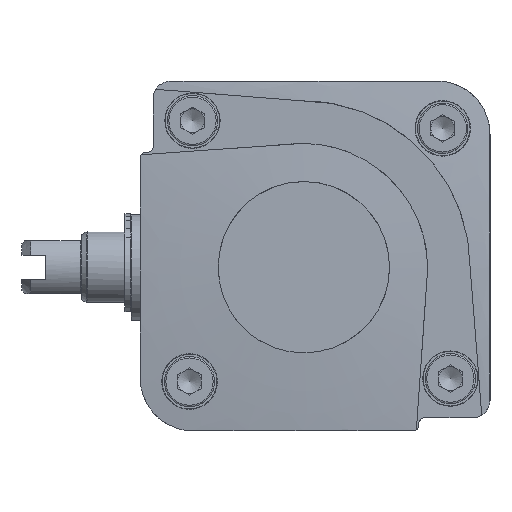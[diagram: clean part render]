
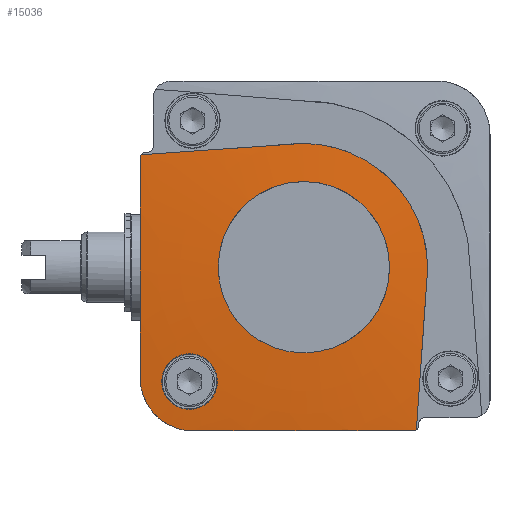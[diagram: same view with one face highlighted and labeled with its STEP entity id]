
A CAD part, left-side view. The second image highlights one B-rep face of the part: STEP entity #15036.
In plain terms, the highlighted toroidal (fillet/blend) face has major radius 11.77 mm and minor radius 417.685 mm.
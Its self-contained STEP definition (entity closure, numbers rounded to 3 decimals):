
#26=DEGENERATE_TOROIDAL_SURFACE('',#15922,11.77,417.685,
 .F.);
#113=B_SPLINE_CURVE_WITH_KNOTS('',3,(#20811,#20812,#20813,#20814,#20815,
#20816,#20817,#20818,#20819,#20820,#20821),.UNSPECIFIED.,.F.,.F.,(4,1,1,
1,1,1,1,1,4),(0.,0.004,0.008,
0.012,0.017,0.021,0.023,
0.025,0.033),.UNSPECIFIED.);
#114=B_SPLINE_CURVE_WITH_KNOTS('',3,(#20823,#20824,#20825,#20826),
 .UNSPECIFIED.,.F.,.F.,(4,4),(0.,0.027),
 .UNSPECIFIED.);
#186=B_SPLINE_CURVE_WITH_KNOTS('',3,(#21593,#21594,#21595,#21596),
 .UNSPECIFIED.,.F.,.F.,(4,4),(0.,0.027),
 .UNSPECIFIED.);
#187=B_SPLINE_CURVE_WITH_KNOTS('',3,(#21598,#21599,#21600,#21601),
 .UNSPECIFIED.,.F.,.F.,(4,4),(0.,0.001),
 .UNSPECIFIED.);
#188=B_SPLINE_CURVE_WITH_KNOTS('',3,(#21603,#21604,#21605,#21606,#21607),
 .UNSPECIFIED.,.F.,.F.,(4,1,4),(0.,0.019,0.037),
 .UNSPECIFIED.);
#189=B_SPLINE_CURVE_WITH_KNOTS('',3,(#21609,#21610,#21611,#21612,#21613,
#21614,#21615),.UNSPECIFIED.,.F.,.F.,(4,1,1,1,4),(0.,0.004,
0.007,0.011,0.014),
 .UNSPECIFIED.);
#190=B_SPLINE_CURVE_WITH_KNOTS('',3,(#21617,#21618,#21619,#21620,#21621),
 .UNSPECIFIED.,.F.,.F.,(4,1,4),(0.,0.019,0.037),
 .UNSPECIFIED.);
#191=B_SPLINE_CURVE_WITH_KNOTS('',3,(#21623,#21624,#21625,#21626),
 .UNSPECIFIED.,.F.,.F.,(4,4),(0.,0.001),.UNSPECIFIED.);
#192=B_SPLINE_CURVE_WITH_KNOTS('',3,(#21629,#21630,#21631,#21632,#21633,
#21634,#21635,#21636,#21637,#21638,#21639),.UNSPECIFIED.,.T.,.F.,(1,1,1,
1,1,1,1,1,1,1,1,1,1,1,1),(-0.011,-0.007,-0.004,
0.,0.004,0.007,0.011,0.015,
0.018,0.022,0.026,0.029,
0.033,0.037,0.04),.UNSPECIFIED.);
#3149=ORIENTED_EDGE('',*,*,#5649,.F.);
#3150=ORIENTED_EDGE('',*,*,#5648,.T.);
#3151=ORIENTED_EDGE('',*,*,#5910,.F.);
#3152=ORIENTED_EDGE('',*,*,#5911,.T.);
#3153=ORIENTED_EDGE('',*,*,#5912,.T.);
#3154=ORIENTED_EDGE('',*,*,#5913,.T.);
#3155=ORIENTED_EDGE('',*,*,#5914,.T.);
#3156=ORIENTED_EDGE('',*,*,#5915,.T.);
#3157=ORIENTED_EDGE('',*,*,#5916,.F.);
#3158=ORIENTED_EDGE('',*,*,#5917,.T.);
#5648=EDGE_CURVE('',#7121,#7124,#113,.T.);
#5649=EDGE_CURVE('',#7121,#7125,#114,.T.);
#5910=EDGE_CURVE('',#7289,#7124,#186,.T.);
#5911=EDGE_CURVE('',#7289,#7290,#187,.T.);
#5912=EDGE_CURVE('',#7290,#7291,#188,.T.);
#5913=EDGE_CURVE('',#7291,#7292,#189,.T.);
#5914=EDGE_CURVE('',#7292,#7293,#190,.T.);
#5915=EDGE_CURVE('',#7293,#7125,#191,.T.);
#5916=EDGE_CURVE('',#7294,#7294,#8162,.T.);
#5917=EDGE_CURVE('',#7295,#7295,#192,.F.);
#7121=VERTEX_POINT('',#20805);
#7124=VERTEX_POINT('',#20810);
#7125=VERTEX_POINT('',#20827);
#7289=VERTEX_POINT('',#21597);
#7290=VERTEX_POINT('',#21602);
#7291=VERTEX_POINT('',#21608);
#7292=VERTEX_POINT('',#21616);
#7293=VERTEX_POINT('',#21622);
#7294=VERTEX_POINT('',#21628);
#7295=VERTEX_POINT('',#21640);
#8162=CIRCLE('',#15923,14.5);
#8797=EDGE_LOOP('',(#3149,#3150,#3151,#3152,#3153,#3154,#3155,#3156));
#8798=EDGE_LOOP('',(#3157));
#8799=EDGE_LOOP('',(#3158));
#9626=FACE_BOUND('',#8797,.T.);
#9627=FACE_BOUND('',#8798,.T.);
#9628=FACE_BOUND('',#8799,.T.);
#15036=ADVANCED_FACE('',(#9626,#9627,#9628),#26,.F.);
#15922=AXIS2_PLACEMENT_3D('',#21592,#17812,#17813);
#15923=AXIS2_PLACEMENT_3D('',#21627,#17814,#17815);
#17812=DIRECTION('',(1.,0.,0.));
#17813=DIRECTION('',(0.,1.,0.));
#17814=DIRECTION('',(-1.,0.,0.));
#17815=DIRECTION('',(0.,0.,-1.));
#20805=CARTESIAN_POINT('',(-122.041,-20.95,-0.2));
#20810=CARTESIAN_POINT('',(-122.041,0.2,20.95));
#20811=CARTESIAN_POINT('',(-122.041,-20.95,-0.2));
#20812=CARTESIAN_POINT('',(-122.042,-20.95,1.196));
#20813=CARTESIAN_POINT('',(-122.044,-20.681,3.935));
#20814=CARTESIAN_POINT('',(-122.046,-19.461,7.956));
#20815=CARTESIAN_POINT('',(-122.048,-17.514,11.603));
#20816=CARTESIAN_POINT('',(-122.048,-14.848,14.855));
#20817=CARTESIAN_POINT('',(-122.048,-12.19,17.039));
#20818=CARTESIAN_POINT('',(-122.047,-9.791,18.48));
#20819=CARTESIAN_POINT('',(-122.046,-6.06,20.247));
#20820=CARTESIAN_POINT('',(-122.043,-2.593,20.95));
#20821=CARTESIAN_POINT('',(-122.041,0.2,20.95));
#20823=CARTESIAN_POINT('',(-122.041,-20.95,-0.2));
#20824=CARTESIAN_POINT('',(-122.085,-20.312,-9.317));
#20825=CARTESIAN_POINT('',(-121.644,-19.676,-18.423));
#20826=CARTESIAN_POINT('',(-120.87,-19.041,-27.507));
#20827=CARTESIAN_POINT('',(-120.87,-19.041,-27.507));
#21592=CARTESIAN_POINT('',(294.36,0.,0.));
#21593=CARTESIAN_POINT('',(-120.87,27.507,19.041));
#21594=CARTESIAN_POINT('',(-121.644,18.421,19.676));
#21595=CARTESIAN_POINT('',(-122.085,9.321,20.312));
#21596=CARTESIAN_POINT('',(-122.041,0.2,20.95));
#21597=CARTESIAN_POINT('',(-120.87,27.507,19.041));
#21598=CARTESIAN_POINT('',(-120.87,27.507,19.041));
#21599=CARTESIAN_POINT('',(-120.869,27.633,18.869));
#21600=CARTESIAN_POINT('',(-120.875,27.7,18.662));
#21601=CARTESIAN_POINT('',(-120.888,27.7,18.45));
#21602=CARTESIAN_POINT('',(-120.888,27.7,18.45));
#21603=CARTESIAN_POINT('',(-120.888,27.7,18.45));
#21604=CARTESIAN_POINT('',(-121.261,27.7,12.258));
#21605=CARTESIAN_POINT('',(-121.656,27.7,-0.125));
#21606=CARTESIAN_POINT('',(-121.25,27.7,-12.508));
#21607=CARTESIAN_POINT('',(-120.873,27.7,-18.7));
#21608=CARTESIAN_POINT('',(-120.873,27.7,-18.7));
#21609=CARTESIAN_POINT('',(-120.873,27.7,-18.7));
#21610=CARTESIAN_POINT('',(-120.801,27.7,-19.887));
#21611=CARTESIAN_POINT('',(-120.688,27.232,-22.227));
#21612=CARTESIAN_POINT('',(-120.628,25.232,-25.229));
#21613=CARTESIAN_POINT('',(-120.687,22.239,-27.227));
#21614=CARTESIAN_POINT('',(-120.801,19.887,-27.7));
#21615=CARTESIAN_POINT('',(-120.873,18.7,-27.7));
#21616=CARTESIAN_POINT('',(-120.873,18.7,-27.7));
#21617=CARTESIAN_POINT('',(-120.873,18.7,-27.7));
#21618=CARTESIAN_POINT('',(-121.25,12.508,-27.7));
#21619=CARTESIAN_POINT('',(-121.656,0.125,-27.7));
#21620=CARTESIAN_POINT('',(-121.261,-12.258,-27.7));
#21621=CARTESIAN_POINT('',(-120.888,-18.45,-27.7));
#21622=CARTESIAN_POINT('',(-120.888,-18.45,-27.7));
#21623=CARTESIAN_POINT('',(-120.888,-18.45,-27.7));
#21624=CARTESIAN_POINT('',(-120.875,-18.662,-27.7));
#21625=CARTESIAN_POINT('',(-120.869,-18.869,-27.633));
#21626=CARTESIAN_POINT('',(-120.87,-19.041,-27.507));
#21627=CARTESIAN_POINT('',(-122.498,0.,0.));
#21628=CARTESIAN_POINT('',(-122.498,0.,-14.5));
#21629=CARTESIAN_POINT('',(-121.804,19.305,-14.138));
#21630=CARTESIAN_POINT('',(-121.452,22.996,-15.633));
#21631=CARTESIAN_POINT('',(-121.113,24.555,-19.294));
#21632=CARTESIAN_POINT('',(-120.973,23.067,-22.996));
#21633=CARTESIAN_POINT('',(-121.107,19.387,-24.557));
#21634=CARTESIAN_POINT('',(-121.443,15.699,-23.06));
#21635=CARTESIAN_POINT('',(-121.796,14.14,-19.408));
#21636=CARTESIAN_POINT('',(-121.955,15.625,-15.699));
#21637=CARTESIAN_POINT('',(-121.804,19.305,-14.138));
#21638=CARTESIAN_POINT('',(-121.452,22.996,-15.633));
#21639=CARTESIAN_POINT('',(-121.113,24.555,-19.294));
#21640=CARTESIAN_POINT('',(-121.454,22.641,-15.994));
